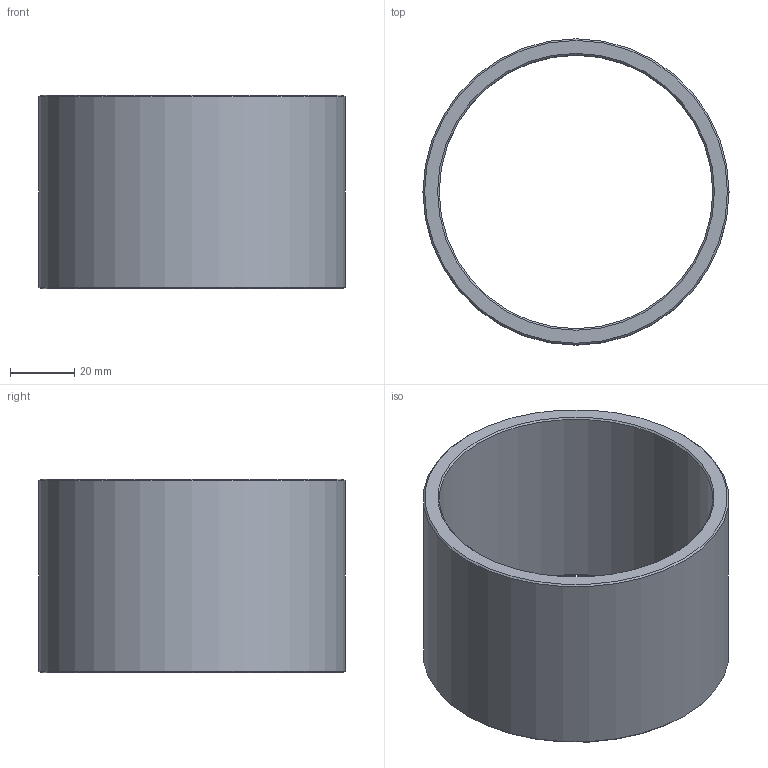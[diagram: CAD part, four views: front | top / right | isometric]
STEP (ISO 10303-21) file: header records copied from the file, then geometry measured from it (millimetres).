
FILE_DESCRIPTION(/* description */ ('Nátrubek s vnitřním závitem'),/* implementation_level */ '2;1');
FILE_NAME(/* name */ '20520120000 G3.stp',/* time_stamp */ '2016-01-11T10:01:13+01:00',/* author */ ('Struska'),/* organization */ ('Bupospol'),/* preprocessor_version */ 'ST-DEVELOPER v15.6',/* originating_system */ 'Autodesk Inventor 2015',/* authorisation */ '');
FILE_SCHEMA (('CONFIG_CONTROL_DESIGN'));
Length unit declared in the file: millimetre
Products named in the file (1): 20520120000
Bounding box: 95 x 95 x 60 mm (x, y, z)
Volume: 85274.2 mm3; surface area: 36431.3 mm2
Topology: 1 solids, 1 shells, 8 faces, 15 edges, 9 vertices
Faces by surface type: cone 4, plane 2, cylinder 2
Full cylindrical faces by diameter (mm): 84.926 x1, 95 x1
Entity records: 200 total; most frequent: DIRECTION 34, CARTESIAN_POINT 25, AXIS2_PLACEMENT_3D 17, EDGE_LOOP 16, ORIENTED_EDGE 16, STYLED_ITEM 9, FACE_BOUND 8, FACE_OUTER_BOUND 8
